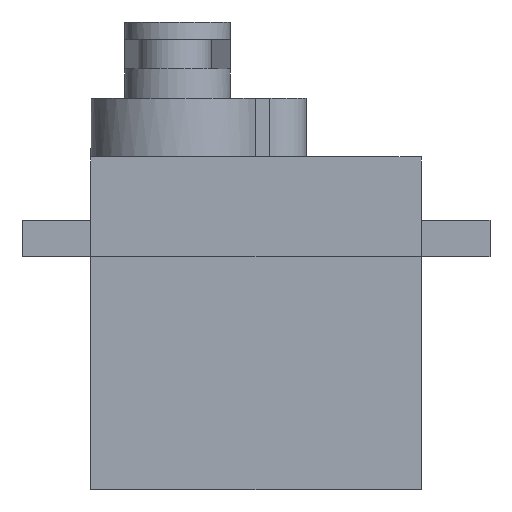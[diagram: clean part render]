
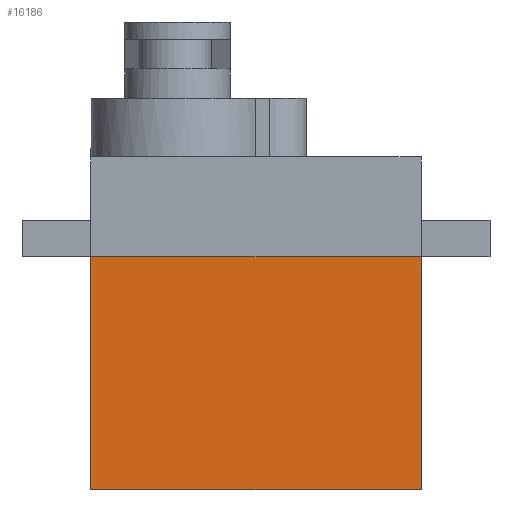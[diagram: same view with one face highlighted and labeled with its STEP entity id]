
A CAD part, front view. The second image highlights one B-rep face of the part: STEP entity #16186.
In plain terms, the highlighted planar face has unit normal (0, -1, 0).
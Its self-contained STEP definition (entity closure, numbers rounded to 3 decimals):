
#2543=FACE_OUTER_BOUND('',#3458,.T.);
#3458=EDGE_LOOP('',(#10780,#10781,#10782,#10783));
#4390=LINE('',#25865,#5368);
#4397=LINE('',#25879,#5375);
#4405=LINE('',#25895,#5383);
#4406=LINE('',#25897,#5384);
#5368=VECTOR('',#19742,1000.);
#5375=VECTOR('',#19751,1000.);
#5383=VECTOR('',#19763,1000.);
#5384=VECTOR('',#19766,1000.);
#6343=VERTEX_POINT('',#25858);
#6346=VERTEX_POINT('',#25863);
#6351=VERTEX_POINT('',#25875);
#6358=VERTEX_POINT('',#25893);
#8110=EDGE_CURVE('',#6346,#6343,#4390,.T.);
#8117=EDGE_CURVE('',#6343,#6351,#4397,.T.);
#8125=EDGE_CURVE('',#6346,#6358,#4405,.T.);
#8126=EDGE_CURVE('',#6358,#6351,#4406,.T.);
#10780=ORIENTED_EDGE('',*,*,#8126,.T.);
#10781=ORIENTED_EDGE('',*,*,#8117,.F.);
#10782=ORIENTED_EDGE('',*,*,#8110,.F.);
#10783=ORIENTED_EDGE('',*,*,#8125,.T.);
#16058=PLANE('',#17167);
#16186=ADVANCED_FACE('',(#2543),#16058,.F.);
#17167=AXIS2_PLACEMENT_3D('',#25896,#19764,#19765);
#19742=DIRECTION('',(1.,0.,0.));
#19751=DIRECTION('',(0.,0.,-1.));
#19763=DIRECTION('',(0.,0.,-1.));
#19764=DIRECTION('center_axis',(0.,1.,0.));
#19765=DIRECTION('ref_axis',(0.,0.,1.));
#19766=DIRECTION('',(1.,0.,0.));
#25858=CARTESIAN_POINT('',(11.25,-5.9,15.9));
#25863=CARTESIAN_POINT('',(-11.25,-5.9,15.9));
#25865=CARTESIAN_POINT('',(-11.25,-5.9,15.9));
#25875=CARTESIAN_POINT('',(11.25,-5.9,0.));
#25879=CARTESIAN_POINT('',(11.25,-5.9,15.9));
#25893=CARTESIAN_POINT('',(-11.25,-5.9,0.));
#25895=CARTESIAN_POINT('',(-11.25,-5.9,15.9));
#25896=CARTESIAN_POINT('Origin',(-11.25,-5.9,15.9));
#25897=CARTESIAN_POINT('',(-11.25,-5.9,0.));
